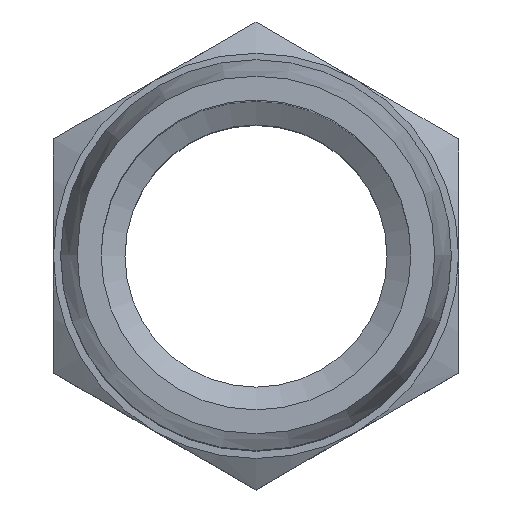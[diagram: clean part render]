
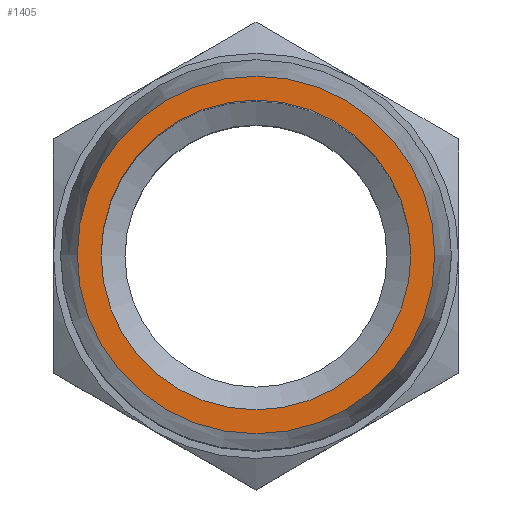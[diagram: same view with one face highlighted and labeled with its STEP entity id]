
A CAD part, top view. The second image highlights one B-rep face of the part: STEP entity #1405.
In plain terms, the highlighted face is planar.
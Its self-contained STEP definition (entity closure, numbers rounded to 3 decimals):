
#683=PLANE('',#1340);
#799=ORIENTED_EDGE('',*,*,#940,.T.);
#800=ORIENTED_EDGE('',*,*,#941,.F.);
#836=CIRCLE('',#1339,7.5);
#837=CIRCLE('',#1341,6.5);
#879=VERTEX_POINT('',#1538);
#880=VERTEX_POINT('',#1541);
#940=EDGE_CURVE('',#879,#879,#836,.T.);
#941=EDGE_CURVE('',#880,#880,#837,.T.);
#992=EDGE_LOOP('',(#799));
#993=EDGE_LOOP('',(#800));
#1050=FACE_BOUND('',#992,.T.);
#1051=FACE_BOUND('',#993,.T.);
#1230=DIRECTION('',(0.,1.,0.));
#1231=DIRECTION('',(7.5,0.,0.));
#1232=DIRECTION('',(0.,1.,0.));
#1233=DIRECTION('',(1.,0.,0.));
#1234=DIRECTION('',(0.,1.,0.));
#1235=DIRECTION('',(6.5,0.,0.));
#1339=AXIS2_PLACEMENT_3D('',#1539,#1230,#1231);
#1340=AXIS2_PLACEMENT_3D('',#1540,#1232,#1233);
#1341=AXIS2_PLACEMENT_3D('',#1542,#1234,#1235);
#1405=ADVANCED_FACE('',(#1050,#1051),#683,.T.);
#1538=CARTESIAN_POINT('',(119.554,93.099,0.));
#1539=CARTESIAN_POINT('',(112.054,93.099,0.));
#1540=CARTESIAN_POINT('',(119.554,93.099,0.));
#1541=CARTESIAN_POINT('',(118.554,93.099,0.));
#1542=CARTESIAN_POINT('',(112.054,93.099,0.));
